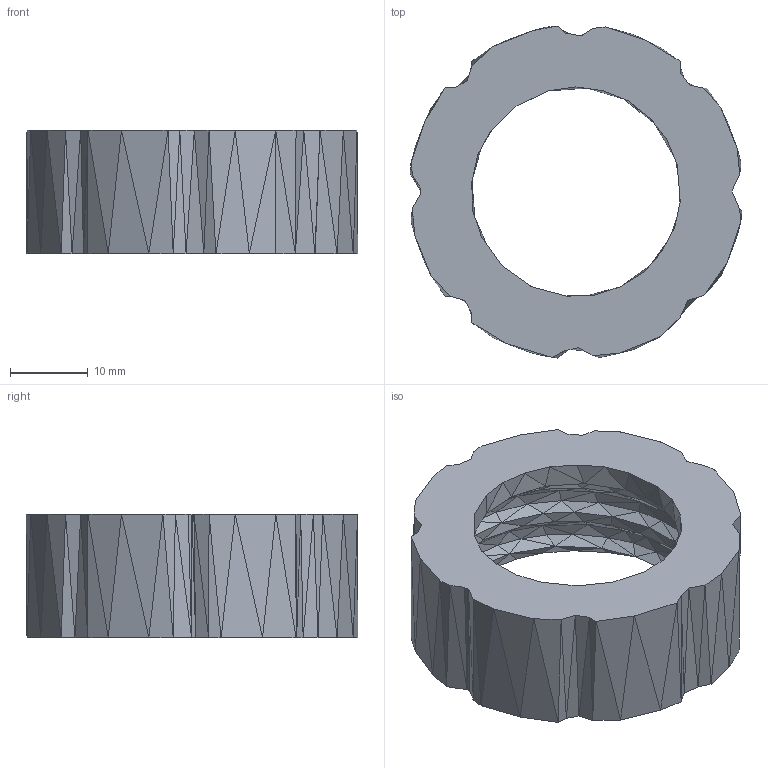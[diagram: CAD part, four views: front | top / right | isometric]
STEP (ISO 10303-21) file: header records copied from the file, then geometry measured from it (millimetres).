
FILE_DESCRIPTION(/* description */ (''),/* implementation_level */ '2;1');
FILE_NAME(/* name */ 'nut.step',/* time_stamp */ '2017-07-22T21:30:06-05:00',/* author */ (''),/* organization */ (''),/* preprocessor_version */ 'ST-DEVELOPER v16.13',/* originating_system */ 'Autodesk Translation Framework v6.1.1.50',/* authorisation */ '');
FILE_SCHEMA (('AUTOMOTIVE_DESIGN { 1 0 10303 214 3 1 1 }'));
Length unit declared in the file: millimetre
Products named in the file (1): nut v4
Bounding box: 42.78 x 42.78 x 15.97 mm (x, y, z)
Surface area: 5799.5 mm2 (no closed solid volume)
Topology: 0 solids, 1 shells, 700 faces, 1119 edges, 419 vertices
Faces by surface type: plane 700
Entity records: 14305 total; most frequent: DIRECTION 2521, CARTESIAN_POINT 2239, ORIENTED_EDGE 2235, LINE 1119, VECTOR 1119, EDGE_CURVE 1119, EDGE_LOOP 701, AXIS2_PLACEMENT_3D 701
